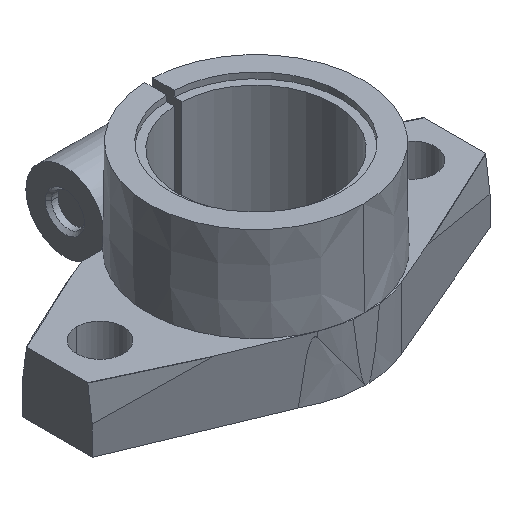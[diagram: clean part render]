
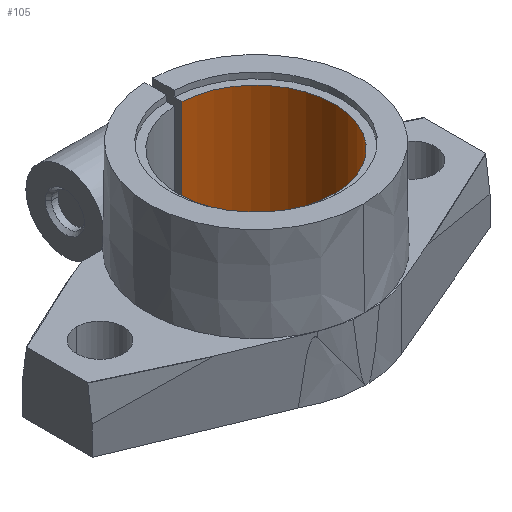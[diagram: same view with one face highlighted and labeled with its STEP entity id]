
A CAD part, isometric view. The second image highlights one B-rep face of the part: STEP entity #105.
In plain terms, the highlighted cylindrical face has radius 20 mm (diameter 40 mm), a partial arc.
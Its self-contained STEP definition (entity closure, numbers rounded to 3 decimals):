
#105 = ADVANCED_FACE( '', ( #210 ), #211, .F. );
#210 = FACE_OUTER_BOUND( '', #367, .T. );
#211 = CYLINDRICAL_SURFACE( '', #368, 20. );
#367 = EDGE_LOOP( '', ( #688, #689, #690, #691 ) );
#368 = AXIS2_PLACEMENT_3D( '', #692, #693, #694 );
#688 = ORIENTED_EDGE( '', *, *, #1096, .T. );
#689 = ORIENTED_EDGE( '', *, *, #1171, .T. );
#690 = ORIENTED_EDGE( '', *, *, #1172, .F. );
#691 = ORIENTED_EDGE( '', *, *, #1173, .F. );
#692 = CARTESIAN_POINT( '', ( 0., 0., 19.25 ) );
#693 = DIRECTION( '', ( 0., 0., -1. ) );
#694 = DIRECTION( '', ( 0., 1., 0. ) );
#1096 = EDGE_CURVE( '', #1312, #1313, #1314, .T. );
#1171 = EDGE_CURVE( '', #1313, #1440, #1442, .T. );
#1172 = EDGE_CURVE( '', #1443, #1440, #1444, .T. );
#1173 = EDGE_CURVE( '', #1312, #1443, #1445, .T. );
#1312 = VERTEX_POINT( '', #1662 );
#1313 = VERTEX_POINT( '', #1663 );
#1314 = LINE( '', #1664, #1665 );
#1440 = VERTEX_POINT( '', #2079 );
#1442 = CIRCLE( '', #2082, 20. );
#1443 = VERTEX_POINT( '', #2083 );
#1444 = LINE( '', #2084, #2085 );
#1445 = CIRCLE( '', #2086, 20. );
#1662 = CARTESIAN_POINT( '', ( 0., -20., 0. ) );
#1663 = CARTESIAN_POINT( '', ( 0., -20., 38.5 ) );
#1664 = CARTESIAN_POINT( '', ( 0., -20., 19.25 ) );
#1665 = VECTOR( '', #2372, 1. );
#2079 = CARTESIAN_POINT( '', ( 1., 19.975, 38.5 ) );
#2082 = AXIS2_PLACEMENT_3D( '', #2485, #2486, #2487 );
#2083 = CARTESIAN_POINT( '', ( 1., 19.975, 0. ) );
#2084 = CARTESIAN_POINT( '', ( 1., 19.975, 19.25 ) );
#2085 = VECTOR( '', #2488, 1. );
#2086 = AXIS2_PLACEMENT_3D( '', #2489, #2490, #2491 );
#2372 = DIRECTION( '', ( 0., 0., 1. ) );
#2485 = CARTESIAN_POINT( '', ( 0., 0., 38.5 ) );
#2486 = DIRECTION( '', ( 0., 0., 1. ) );
#2487 = DIRECTION( '', ( 0., 1., 0. ) );
#2488 = DIRECTION( '', ( 0., 0., 1. ) );
#2489 = CARTESIAN_POINT( '', ( 0., 0., 0. ) );
#2490 = DIRECTION( '', ( 0., 0., 1. ) );
#2491 = DIRECTION( '', ( 0., 1., 0. ) );
